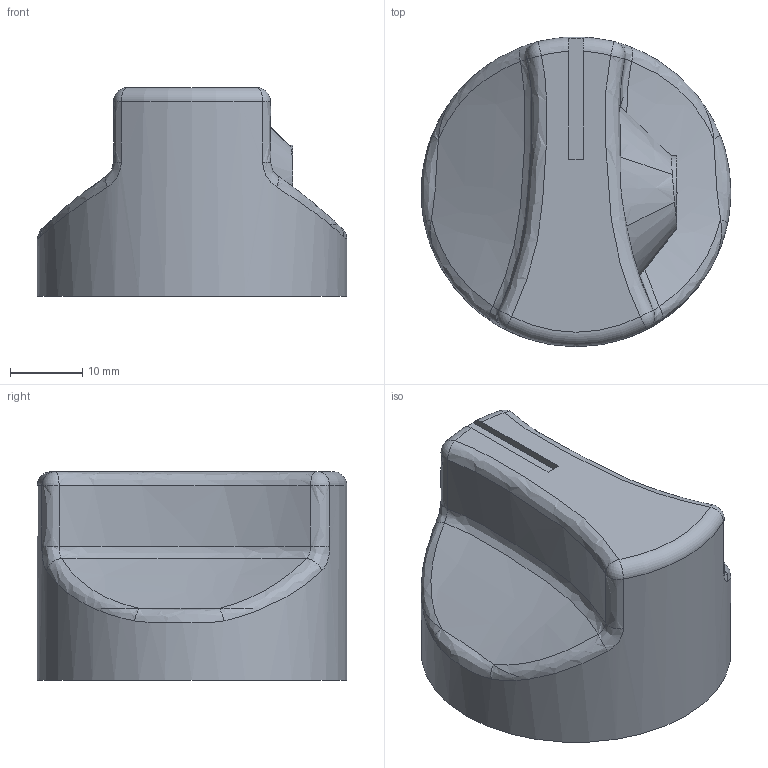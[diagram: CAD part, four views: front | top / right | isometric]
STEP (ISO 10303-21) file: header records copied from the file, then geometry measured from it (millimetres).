
FILE_DESCRIPTION(/* description */ (''),/* implementation_level */ '2;1');
FILE_NAME(/* name */ 'Neigungsschalter v2.step',/* time_stamp */ '2021-11-06T13:06:57+01:00',/* author */ (''),/* organization */ (''),/* preprocessor_version */ 'ST-DEVELOPER v18.1',/* originating_system */ 'Autodesk Translation Framework v10.10.0.1391',/* authorisation */ '');
FILE_SCHEMA (('AUTOMOTIVE_DESIGN { 1 0 10303 214 3 1 1 }'));
Length unit declared in the file: millimetre
Products named in the file (1): Neigungsschalter
Bounding box: 43 x 43 x 29 mm (x, y, z)
Volume: 24644.1 mm3; surface area: 7193.9 mm2
Topology: 1 solids, 1 shells, 53 faces, 130 edges, 76 vertices
Faces by surface type: bspline 31, plane 9, cylinder 6, sphere 4, torus 2, cone 1
Full cylindrical faces by diameter (mm): 5.6 x1, 10 x1, 37.8 x1, 43 x1
Entity records: 2755 total; most frequent: CARTESIAN_POINT 1704, ORIENTED_EDGE 252, DIRECTION 141, EDGE_CURVE 126, VERTEX_POINT 76, B_SPLINE_CURVE_WITH_KNOTS 71, AXIS2_PLACEMENT_3D 63, EDGE_LOOP 56
